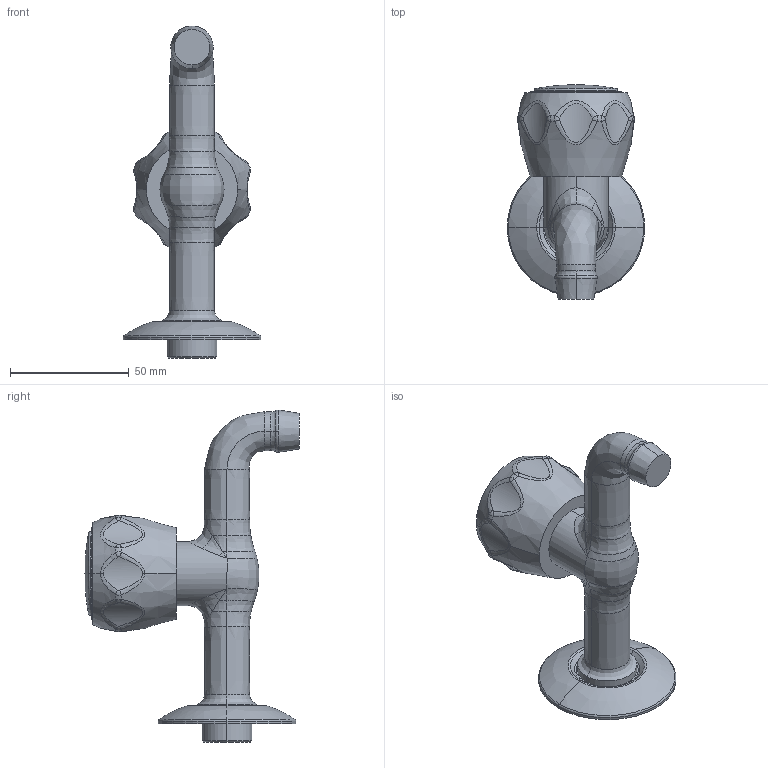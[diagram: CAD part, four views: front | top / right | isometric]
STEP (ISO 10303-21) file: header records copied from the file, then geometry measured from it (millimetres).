
FILE_DESCRIPTION((''),'2;1');
FILE_NAME('DA209CR','2021-11-11T16:06:12',('ut3'),('PAFFONI SpA'),'CREO PARAMETRIC BY PTC INC, 2020044','CREO PARAMETRIC BY PTC INC, 2020044','');
FILE_SCHEMA(('CONFIG_CONTROL_DESIGN','SHAPE_APPEARANCE_LAYERS_GROUPS'));
Length unit declared in the file: millimetre
Products named in the file (1): DA209CR
Bounding box: 58 x 90.5 x 139.92 mm (x, y, z)
Volume: 126945.4 mm3; surface area: 23097.5 mm2
Topology: 1 solids, 1 shells, 145 faces, 314 edges, 174 vertices
Faces by surface type: bspline 90, cylinder 18, torus 18, cone 10, plane 7, sphere 2
Entity records: 11104 total; most frequent: CARTESIAN_POINT 7426, ORIENTED_EDGE 624, DIRECTION 412, EDGE_CURVE 312, AXIS2_PLACEMENT_3D 189, VERTEX_POINT 174, EDGE_LOOP 150, FILL_AREA_STYLE_COLOUR 146
